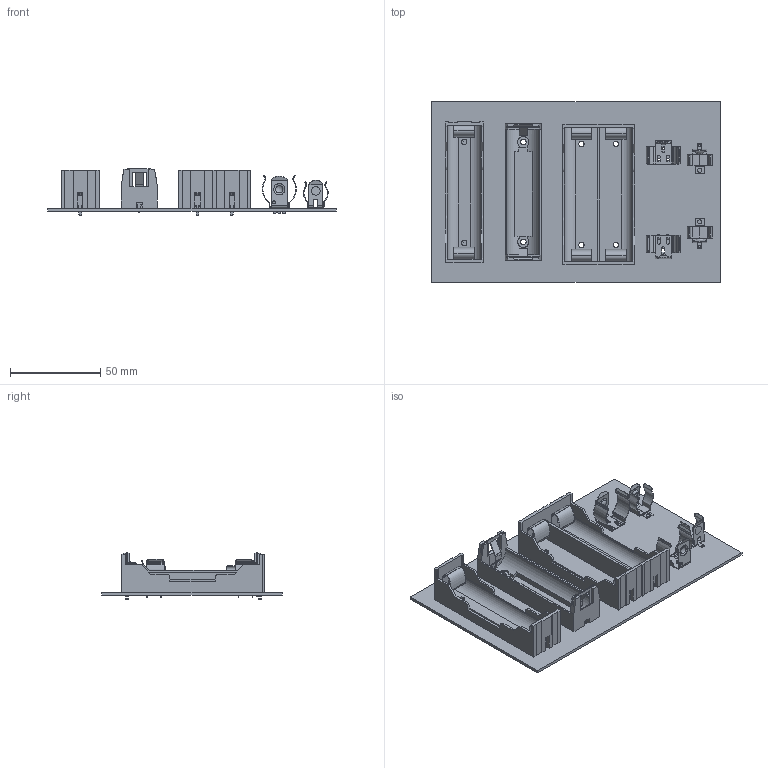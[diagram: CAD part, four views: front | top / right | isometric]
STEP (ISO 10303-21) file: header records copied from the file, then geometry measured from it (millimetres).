
FILE_DESCRIPTION(/* description */ (''),/* implementation_level */ '2;1');
FILE_NAME(/* name */ 'all-in-one-pcb.step',/* time_stamp */ '2018-12-05T10:03:11+01:00',/* author */ ('M?t? Horv?th'),/* organization */ (''),/* preprocessor_version */ 'ST-DEVELOPER v17.2',/* originating_system */ 'Autodesk Translation Framework v7.6.0.251',/* authorisation */ '');
FILE_SCHEMA (('AUTOMOTIVE_DESIGN { 1 0 10303 214 3 1 1 }'));
Length unit declared in the file: millimetre
Products named in the file (15): untitled; PCB Component; Board; BLOSSOM-BLM-18650-1PCS; ALLOYSEED ABS 18650 1x v5; pin v4; BLOSSOM-BLM-18650-2PCS; pin v4 (1); COMFBHC-18650-1P; pin2 v1; pin2 v1 (1); KEYESTONE_53A_3D; KEYSTONE 53 CR2 v2; KEYESTONE_5418650_3D; KEYSTONE 54 v2
Assembly tree (20 placements, depth 5):
  untitled
    PCB Component
      Board
      BLOSSOM-BLM-18650-1PCS
        ALLOYSEED ABS 18650 1x v5
          pin v4  x2
      BLOSSOM-BLM-18650-2PCS
        pin v4 (1)  x4
      COMFBHC-18650-1P
        pin2 v1
        pin2 v1 (1)
      KEYESTONE_53A_3D
        KEYSTONE 53 CR2 v2  x2
      KEYESTONE_5418650_3D
        KEYSTONE 54 v2  x2
Bounding box: 160 x 100 x 25.78 mm (x, y, z)
Volume: 47703.2 mm3; surface area: 70612.9 mm2
Topology: 16 solids, 16 shells, 854 faces, 2449 edges, 1613 vertices
Faces by surface type: plane 564, cylinder 256, bspline 22, torus 8, sphere 4
Full cylindrical faces by diameter (mm): 0.089 x2, 1.19 x2, 1.5 x1, 1.575 x2, 2 x3, 2.34 x2, 2.5 x6, 3 x12, 3.2 x4, 3.5 x4
Entity records: 20556 total; most frequent: CARTESIAN_POINT 4497, ORIENTED_EDGE 3354, DIRECTION 3137, EDGE_CURVE 1677, LINE 1295, VECTOR 1295, VERTEX_POINT 1105, AXIS2_PLACEMENT_3D 921
